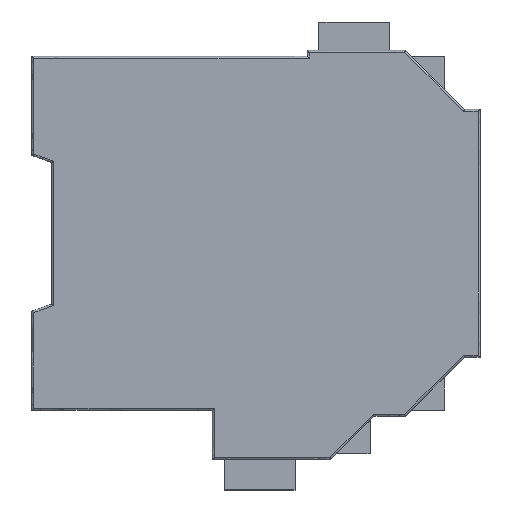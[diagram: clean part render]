
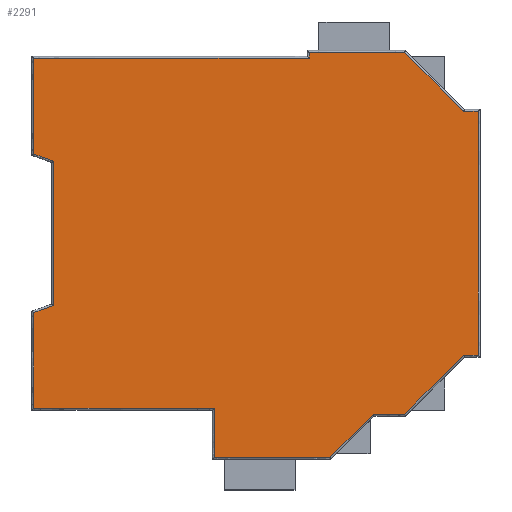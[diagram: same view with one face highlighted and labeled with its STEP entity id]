
A CAD part, top view. The second image highlights one B-rep face of the part: STEP entity #2291.
In plain terms, the highlighted free-form (B-spline) face has degree [1, 1] with [2, 2] control points.
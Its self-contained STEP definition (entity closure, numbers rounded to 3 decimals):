
#528=CARTESIAN_POINT('',(113.5,-31.,6.35));
#540=CARTESIAN_POINT('',(113.5,31.,6.35));
#556=DIRECTION('',(0.,-1.,0.));
#557=VECTOR('',#556,24.33);
#558=CARTESIAN_POINT('',(0.5,44.5,6.35));
#559=LINE('',#558,#557);
#563=DIRECTION('',(-1.,0.,0.));
#564=VECTOR('',#563,70.);
#565=CARTESIAN_POINT('',(70.5,44.5,6.35));
#566=LINE('',#565,#564);
#570=DIRECTION('',(0.,-1.,0.));
#571=VECTOR('',#570,1.5);
#572=CARTESIAN_POINT('',(70.5,46.,6.35));
#573=LINE('',#572,#571);
#577=DIRECTION('',(-1.,0.,0.));
#578=VECTOR('',#577,24.293);
#579=CARTESIAN_POINT('',(94.793,46.,6.35));
#580=LINE('',#579,#578);
#584=DIRECTION('',(-0.707,0.707,0.));
#585=VECTOR('',#584,21.213);
#586=CARTESIAN_POINT('',(109.793,31.,6.35));
#587=LINE('',#586,#585);
#591=DIRECTION('',(-1.,0.,0.));
#592=VECTOR('',#591,3.707);
#593=CARTESIAN_POINT('',(113.5,31.,6.35));
#594=LINE('',#593,#592);
#598=DIRECTION('',(0.,1.,0.));
#599=VECTOR('',#598,62.);
#600=CARTESIAN_POINT('',(113.5,-31.,6.35));
#601=LINE('',#600,#599);
#605=DIRECTION('',(1.,0.,0.));
#606=VECTOR('',#605,3.707);
#607=CARTESIAN_POINT('',(109.793,-31.,6.35));
#608=LINE('',#607,#606);
#612=DIRECTION('',(0.707,0.707,0.));
#613=VECTOR('',#612,21.213);
#614=CARTESIAN_POINT('',(94.793,-46.,6.35));
#615=LINE('',#614,#613);
#619=DIRECTION('',(1.,0.,0.));
#620=VECTOR('',#619,8.);
#621=CARTESIAN_POINT('',(86.793,-46.,6.35));
#622=LINE('',#621,#620);
#626=DIRECTION('',(0.707,0.707,0.));
#627=VECTOR('',#626,15.556);
#628=CARTESIAN_POINT('',(75.793,-57.,6.35));
#629=LINE('',#628,#627);
#633=DIRECTION('',(1.,0.,0.));
#634=VECTOR('',#633,29.373);
#635=CARTESIAN_POINT('',(46.42,-57.,6.35));
#636=LINE('',#635,#634);
#640=DIRECTION('',(0.,-1.,0.));
#641=VECTOR('',#640,12.5);
#642=CARTESIAN_POINT('',(46.42,-44.5,6.35));
#643=LINE('',#642,#641);
#647=DIRECTION('',(1.,0.,0.));
#648=VECTOR('',#647,45.92);
#649=CARTESIAN_POINT('',(0.5,-44.5,6.35));
#650=LINE('',#649,#648);
#654=DIRECTION('',(0.,-1.,0.));
#655=VECTOR('',#654,24.33);
#656=CARTESIAN_POINT('',(0.5,-20.17,6.35));
#657=LINE('',#656,#655);
#661=DIRECTION('',(-0.94,-0.342,0.));
#662=VECTOR('',#661,5.321);
#663=CARTESIAN_POINT('',(5.5,-18.35,6.35));
#664=LINE('',#663,#662);
#668=DIRECTION('',(0.,-1.,0.));
#669=VECTOR('',#668,36.7);
#670=CARTESIAN_POINT('',(5.5,18.35,6.35));
#671=LINE('',#670,#669);
#675=DIRECTION('',(0.94,-0.342,0.));
#676=VECTOR('',#675,5.321);
#677=CARTESIAN_POINT('',(0.5,20.17,6.35));
#678=LINE('',#677,#676);
#1545=CARTESIAN_POINT('',(0.5,44.5,6.35));
#1546=CARTESIAN_POINT('',(0.5,20.17,6.35));
#1547=VERTEX_POINT('',#1545);
#1548=VERTEX_POINT('',#1546);
#1551=CARTESIAN_POINT('',(5.5,18.35,6.35));
#1552=VERTEX_POINT('',#1551);
#1555=CARTESIAN_POINT('',(5.5,-18.35,6.35));
#1556=VERTEX_POINT('',#1555);
#1557=CARTESIAN_POINT('',(0.5,-20.17,6.35));
#1558=VERTEX_POINT('',#1557);
#1561=CARTESIAN_POINT('',(0.5,-44.5,6.35));
#1562=VERTEX_POINT('',#1561);
#1567=CARTESIAN_POINT('',(46.42,-44.5,6.35));
#1568=VERTEX_POINT('',#1567);
#1571=CARTESIAN_POINT('',(46.42,-57.,6.35));
#1572=VERTEX_POINT('',#1571);
#1575=CARTESIAN_POINT('',(75.793,-57.,6.35));
#1576=VERTEX_POINT('',#1575);
#1579=CARTESIAN_POINT('',(86.793,-46.,6.35));
#1580=VERTEX_POINT('',#1579);
#1583=CARTESIAN_POINT('',(94.793,-46.,6.35));
#1584=VERTEX_POINT('',#1583);
#1585=CARTESIAN_POINT('',(109.793,-31.,6.35));
#1586=VERTEX_POINT('',#1585);
#1593=CARTESIAN_POINT('',(109.793,31.,6.35));
#1594=CARTESIAN_POINT('',(94.793,46.,6.35));
#1595=VERTEX_POINT('',#1593);
#1596=VERTEX_POINT('',#1594);
#1599=CARTESIAN_POINT('',(70.5,46.,6.35));
#1600=VERTEX_POINT('',#1599);
#1601=CARTESIAN_POINT('',(70.5,44.5,6.35));
#1602=VERTEX_POINT('',#1601);
#1608=VERTEX_POINT('',#540);
#1610=VERTEX_POINT('',#528);
#2251=CARTESIAN_POINT('',(0.5,-57.,6.35));
#2252=CARTESIAN_POINT('',(0.5,46.,6.35));
#2253=CARTESIAN_POINT('',(113.5,-57.,6.35));
#2254=CARTESIAN_POINT('',(113.5,46.,6.35));
#2255=B_SPLINE_SURFACE_WITH_KNOTS('',1,1,((#2251,#2252),(#2253,#2254)),
.UNSPECIFIED.,.F.,.F.,.F.,(2,2),(2,2),(0.5,113.5),(-57.,46.),
.UNSPECIFIED.);
#2257=ORIENTED_EDGE('',*,*,#2256,.F.);
#2259=ORIENTED_EDGE('',*,*,#2258,.F.);
#2261=ORIENTED_EDGE('',*,*,#2260,.F.);
#2263=ORIENTED_EDGE('',*,*,#2262,.F.);
#2265=ORIENTED_EDGE('',*,*,#2264,.F.);
#2266=ORIENTED_EDGE('',*,*,#2243,.F.);
#2267=ORIENTED_EDGE('',*,*,#2224,.F.);
#2268=ORIENTED_EDGE('',*,*,#2202,.F.);
#2270=ORIENTED_EDGE('',*,*,#2269,.F.);
#2272=ORIENTED_EDGE('',*,*,#2271,.F.);
#2274=ORIENTED_EDGE('',*,*,#2273,.F.);
#2276=ORIENTED_EDGE('',*,*,#2275,.F.);
#2278=ORIENTED_EDGE('',*,*,#2277,.F.);
#2280=ORIENTED_EDGE('',*,*,#2279,.F.);
#2282=ORIENTED_EDGE('',*,*,#2281,.F.);
#2284=ORIENTED_EDGE('',*,*,#2283,.F.);
#2286=ORIENTED_EDGE('',*,*,#2285,.F.);
#2288=ORIENTED_EDGE('',*,*,#2287,.F.);
#2289=EDGE_LOOP('',(#2257,#2259,#2261,#2263,#2265,#2266,#2267,#2268,#2270,#2272,
#2274,#2276,#2278,#2280,#2282,#2284,#2286,#2288));
#2290=FACE_OUTER_BOUND('',#2289,.F.);
#2291=ADVANCED_FACE('',(#2290),#2255,.T.);
#2202=EDGE_CURVE('',#1586,#1610,#608,.T.);
#2224=EDGE_CURVE('',#1610,#1608,#601,.T.);
#2243=EDGE_CURVE('',#1608,#1595,#594,.T.);
#2256=EDGE_CURVE('',#1547,#1548,#559,.T.);
#2258=EDGE_CURVE('',#1602,#1547,#566,.T.);
#2260=EDGE_CURVE('',#1600,#1602,#573,.T.);
#2262=EDGE_CURVE('',#1596,#1600,#580,.T.);
#2264=EDGE_CURVE('',#1595,#1596,#587,.T.);
#2269=EDGE_CURVE('',#1584,#1586,#615,.T.);
#2271=EDGE_CURVE('',#1580,#1584,#622,.T.);
#2273=EDGE_CURVE('',#1576,#1580,#629,.T.);
#2275=EDGE_CURVE('',#1572,#1576,#636,.T.);
#2277=EDGE_CURVE('',#1568,#1572,#643,.T.);
#2279=EDGE_CURVE('',#1562,#1568,#650,.T.);
#2281=EDGE_CURVE('',#1558,#1562,#657,.T.);
#2283=EDGE_CURVE('',#1556,#1558,#664,.T.);
#2285=EDGE_CURVE('',#1552,#1556,#671,.T.);
#2287=EDGE_CURVE('',#1548,#1552,#678,.T.);
